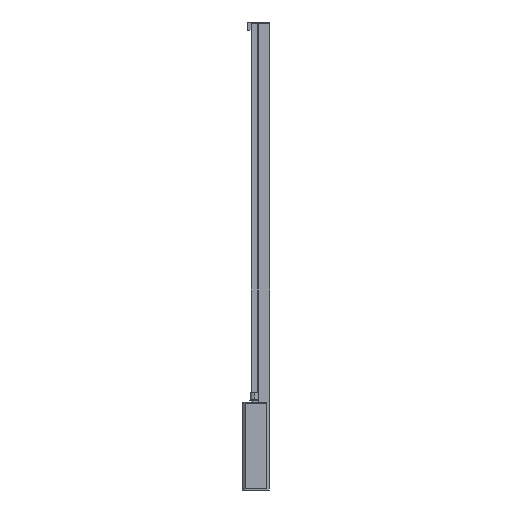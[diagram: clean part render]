
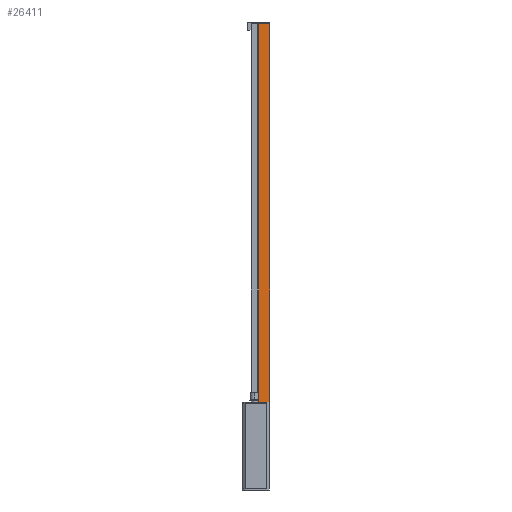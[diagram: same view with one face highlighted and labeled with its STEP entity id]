
A CAD part, left-side view. The second image highlights one B-rep face of the part: STEP entity #26411.
In plain terms, the highlighted planar face has unit normal (-1, 0, 0).
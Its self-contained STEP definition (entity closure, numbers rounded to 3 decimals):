
#177 = VECTOR ( 'NONE', #9797, 1000. ) ;
#247 = VECTOR ( 'NONE', #28759, 1000. ) ;
#1785 = DIRECTION ( 'NONE',  ( 0., 0., -1. ) ) ;
#3014 = CARTESIAN_POINT ( 'NONE',  ( -50., -4.95, 712. ) ) ;
#3656 = CARTESIAN_POINT ( 'NONE',  ( -50., -4.95, 0. ) ) ;
#4276 = CARTESIAN_POINT ( 'NONE',  ( -50., -21.5, 816.12 ) ) ;
#4282 = EDGE_CURVE ( 'NONE', #12921, #24126, #24926, .T. ) ;
#5273 = CARTESIAN_POINT ( 'NONE',  ( -50., -4.95, 816.12 ) ) ;
#6121 = DIRECTION ( 'NONE',  ( 0., -1., 0. ) ) ;
#6795 = LINE ( 'NONE', #4276, #7994 ) ;
#7572 = EDGE_LOOP ( 'NONE', ( #31343, #18107, #32051, #16288 ) ) ;
#7787 = FACE_OUTER_BOUND ( 'NONE', #7572, .T. ) ;
#7994 = VECTOR ( 'NONE', #1785, 1000. ) ;
#8003 = LINE ( 'NONE', #3014, #24138 ) ;
#9137 = LINE ( 'NONE', #3656, #247 ) ;
#9580 = CARTESIAN_POINT ( 'NONE',  ( -50., -21.5, 0. ) ) ;
#9797 = DIRECTION ( 'NONE',  ( 0., 0., -1. ) ) ;
#12288 = CARTESIAN_POINT ( 'NONE',  ( -50., -4.95, 816.12 ) ) ;
#12913 = PLANE ( 'NONE',  #24131 ) ;
#12921 = VERTEX_POINT ( 'NONE', #16154 ) ;
#13547 = EDGE_CURVE ( 'NONE', #22789, #15021, #6795, .T. ) ;
#15021 = VERTEX_POINT ( 'NONE', #9580 ) ;
#15255 = DIRECTION ( 'NONE',  ( 1., 0., 0. ) ) ;
#16077 = EDGE_CURVE ( 'NONE', #12921, #22789, #8003, .T. ) ;
#16154 = CARTESIAN_POINT ( 'NONE',  ( -50., -4.95, 712. ) ) ;
#16288 = ORIENTED_EDGE ( 'NONE', *, *, #13547, .F. ) ;
#16688 = CARTESIAN_POINT ( 'NONE',  ( -50., -4.95, 0. ) ) ;
#18107 = ORIENTED_EDGE ( 'NONE', *, *, #4282, .T. ) ;
#20666 = CARTESIAN_POINT ( 'NONE',  ( -50., -21.5, 712. ) ) ;
#21855 = EDGE_CURVE ( 'NONE', #24126, #15021, #9137, .T. ) ;
#22572 = DIRECTION ( 'NONE',  ( 0., 1., 0. ) ) ;
#22789 = VERTEX_POINT ( 'NONE', #20666 ) ;
#24126 = VERTEX_POINT ( 'NONE', #16688 ) ;
#24131 = AXIS2_PLACEMENT_3D ( 'NONE', #5273, #15255, #22572 ) ;
#24138 = VECTOR ( 'NONE', #6121, 1000. ) ;
#24926 = LINE ( 'NONE', #12288, #177 ) ;
#26411 = ADVANCED_FACE ( 'NONE', ( #7787 ), #12913, .F. ) ;
#28759 = DIRECTION ( 'NONE',  ( 0., -1., 0. ) ) ;
#31343 = ORIENTED_EDGE ( 'NONE', *, *, #16077, .F. ) ;
#32051 = ORIENTED_EDGE ( 'NONE', *, *, #21855, .T. ) ;
